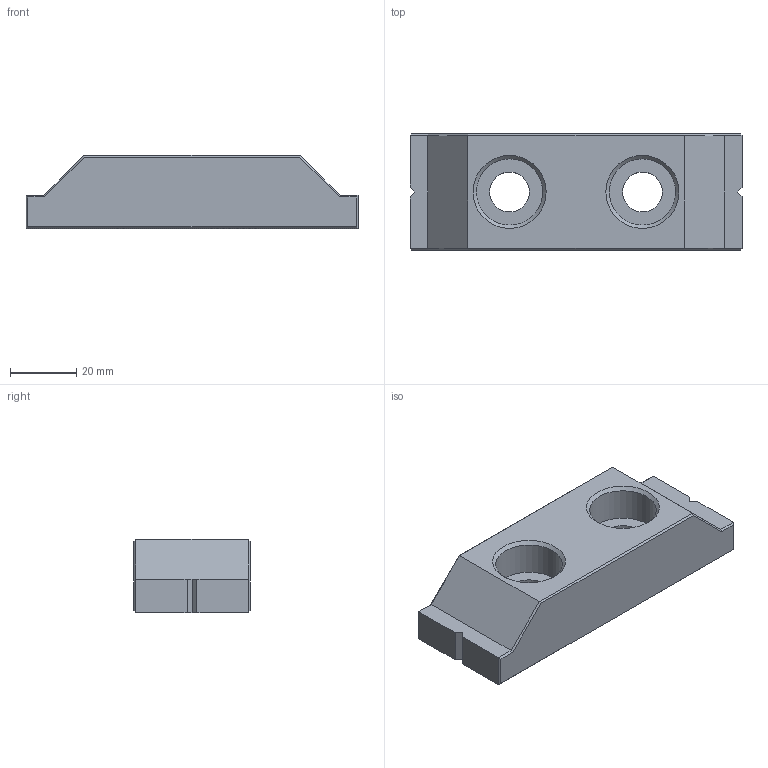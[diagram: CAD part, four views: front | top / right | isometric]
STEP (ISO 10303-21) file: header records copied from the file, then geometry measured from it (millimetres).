
FILE_DESCRIPTION( ( 'Unknown' ), '1' );
FILE_NAME( 'CP30-12100-S.stp', 'Unknown', ( 'Unknown' ), ( 'Unknown' ), 'XStep 1.0', 'Unknown', ' ' );
FILE_SCHEMA( ( 'CONFIG_CONTROL_DESIGN' ) );
Length unit declared in the file: millimetre
Products named in the file (1): 1
Bounding box: 100 x 35 x 22 mm (x, y, z)
Volume: 57859.5 mm3; surface area: 13430.2 mm2
Topology: 1 solids, 1 shells, 42 faces, 98 edges, 60 vertices
Faces by surface type: plane 34, cylinder 4, cone 4
Full cylindrical faces by diameter (mm): 12 x2, 20 x2
Entity records: 1142 total; most frequent: CARTESIAN_POINT 185, DIRECTION 184, ORIENTED_EDGE 172, EDGE_CURVE 86, LINE 74, VECTOR 74, EDGE_LOOP 56, VERTEX_POINT 56
